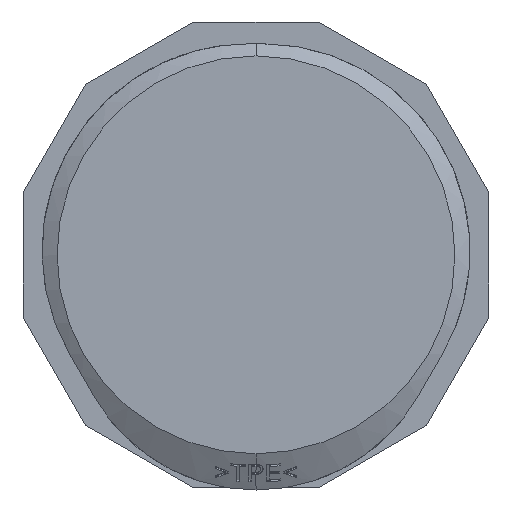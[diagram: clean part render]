
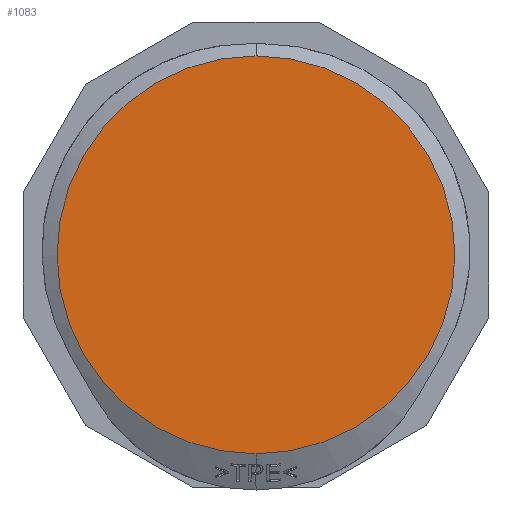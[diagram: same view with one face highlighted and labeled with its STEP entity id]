
A CAD part, front view. The second image highlights one B-rep face of the part: STEP entity #1083.
In plain terms, the highlighted planar face has unit normal (0, -1, 0).
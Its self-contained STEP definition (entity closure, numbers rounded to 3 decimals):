
#450=CIRCLE('',#12811,24.75);
#451=CIRCLE('',#12813,24.75);
#1083=ADVANCED_FACE('KES-E-R 50/9-A',(#2189),#1796,.F.);
#1796=PLANE('',#12815);
#2189=FACE_OUTER_BOUND('',#2915,.T.);
#2915=EDGE_LOOP('',(#6057,#6058));
#6057=ORIENTED_EDGE('',*,*,#10713,.F.);
#6058=ORIENTED_EDGE('',*,*,#10709,.F.);
#9464=VERTEX_POINT('',#20885);
#9465=VERTEX_POINT('',#20887);
#10709=EDGE_CURVE('GENERATED CIRCLE',#9464,#9465,#450,.T.);
#10713=EDGE_CURVE('GENERATED CIRCLE',#9465,#9464,#451,.T.);
#12811=AXIS2_PLACEMENT_3D('',#20886,#14059,#14060);
#12813=AXIS2_PLACEMENT_3D('',#20909,#14065,#14066);
#12815=AXIS2_PLACEMENT_3D('',#20911,#14069,#14070);
#14059=DIRECTION('',(0.,1.,0.));
#14060=DIRECTION('',(1.,0.,0.));
#14065=DIRECTION('',(0.,1.,0.));
#14066=DIRECTION('',(1.,0.,0.));
#14069=DIRECTION('',(0.,1.,0.));
#14070=DIRECTION('',(0.,0.,-1.));
#20885=CARTESIAN_POINT('',(0.,0.,-24.75));
#20886=CARTESIAN_POINT('',(0.,0.,0.));
#20887=CARTESIAN_POINT('',(0.,0.,24.75));
#20909=CARTESIAN_POINT('',(0.,0.,0.));
#20911=CARTESIAN_POINT('',(0.,0.,0.));
